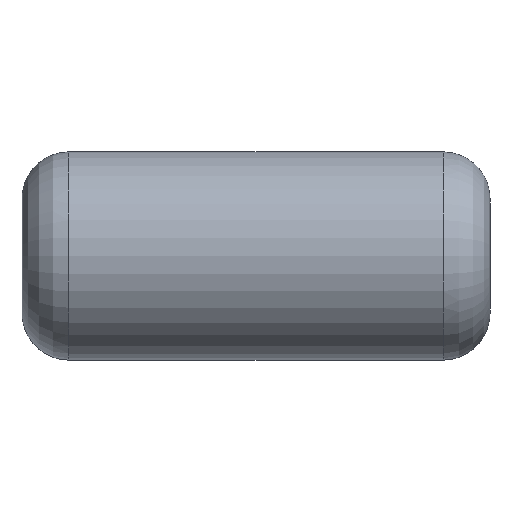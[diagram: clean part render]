
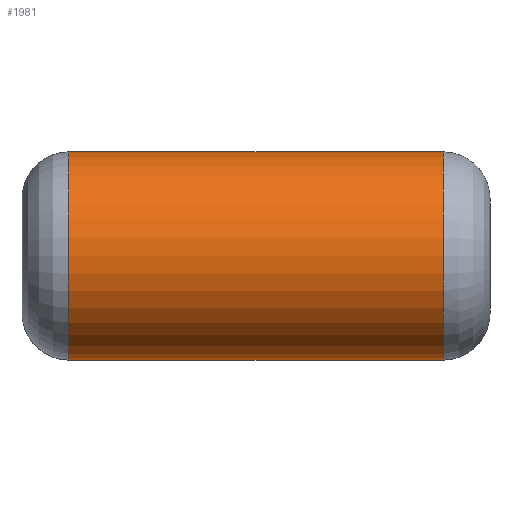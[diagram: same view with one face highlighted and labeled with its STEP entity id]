
A CAD part, top view. The second image highlights one B-rep face of the part: STEP entity #1981.
In plain terms, the highlighted cylindrical face has radius 2.8 mm (diameter 5.6 mm), a partial arc.
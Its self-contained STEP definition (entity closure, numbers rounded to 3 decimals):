
#1579=CARTESIAN_POINT('',(5.04,2.8,10.8));
#1580=VERTEX_POINT('',#1579);
#1629=CARTESIAN_POINT('',(-5.04,2.8,10.8));
#1630=VERTEX_POINT('',#1629);
#1750=CARTESIAN_POINT('',(5.04,-2.8,10.8));
#1751=VERTEX_POINT('',#1750);
#1823=CARTESIAN_POINT('',(-0.0,2.8,10.8));
#1824=DIRECTION('',(-1.0,0.0,-0.0));
#1825=VECTOR('',#1824,1.0);
#1826=LINE('',#1823,#1825);
#1827=EDGE_CURVE('n� 72',#1580,#1630,#1826,.T.);
#1882=CARTESIAN_POINT('',(-5.04,-2.8,10.8));
#1883=VERTEX_POINT('',#1882);
#1907=CARTESIAN_POINT('',(0.0,-2.8,10.8));
#1908=DIRECTION('',(1.0,-0.0,-0.0));
#1909=VECTOR('',#1908,1.0);
#1910=LINE('',#1907,#1909);
#1911=EDGE_CURVE('n� 10',#1883,#1751,#1910,.T.);
#1928=CARTESIAN_POINT('',(5.04,-0.0,10.8));
#1929=DIRECTION('',(-1.0,-0.0,-0.0));
#1930=DIRECTION('',(0.0,1.0,0.0));
#1931=AXIS2_PLACEMENT_3D('',#1928,#1929,#1930);
#1932=CIRCLE('',#1931,2.8);
#1933=EDGE_CURVE('n� 14',#1751,#1580,#1932,.T.);
#1948=CARTESIAN_POINT('',(-5.04,-0.0,10.8));
#1949=DIRECTION('',(1.0,0.0,0.0));
#1950=DIRECTION('',(0.0,1.0,0.0));
#1951=AXIS2_PLACEMENT_3D('',#1948,#1949,#1950);
#1952=CIRCLE('',#1951,2.8);
#1953=EDGE_CURVE('n� 21',#1630,#1883,#1952,.T.);
#1970=ORIENTED_EDGE('',*,*,#1933,.T.);
#1971=ORIENTED_EDGE('',*,*,#1827,.T.);
#1972=ORIENTED_EDGE('',*,*,#1953,.T.);
#1973=ORIENTED_EDGE('',*,*,#1911,.T.);
#1974=EDGE_LOOP('',(#1970,#1971,#1972,#1973));
#1975=FACE_OUTER_BOUND('',#1974,.T.);
#1976=CARTESIAN_POINT('',(0.0,-0.0,10.8));
#1977=DIRECTION('',(1.0,0.0,0.0));
#1978=DIRECTION('',(0.0,1.0,0.0));
#1979=AXIS2_PLACEMENT_3D('',#1976,#1977,#1978);
#1980=CYLINDRICAL_SURFACE('',#1979,2.8);
#1981=ADVANCED_FACE('n� 2',(#1975),#1980,.T.);
